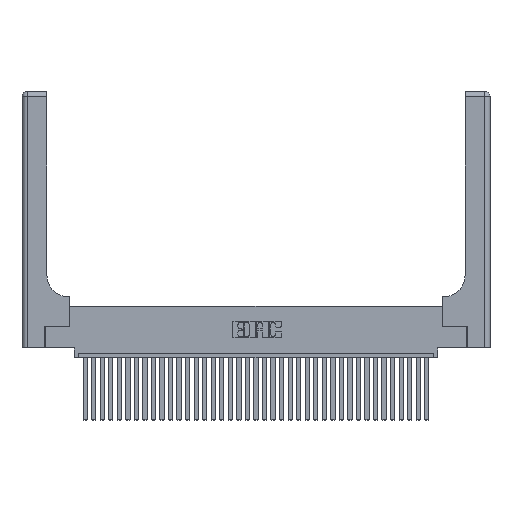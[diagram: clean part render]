
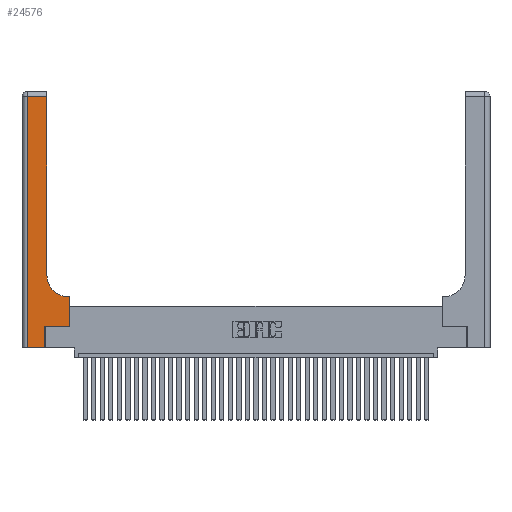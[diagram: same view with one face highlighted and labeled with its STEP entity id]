
A CAD part, top view. The second image highlights one B-rep face of the part: STEP entity #24576.
In plain terms, the highlighted planar face has unit normal (0, 0, 1).
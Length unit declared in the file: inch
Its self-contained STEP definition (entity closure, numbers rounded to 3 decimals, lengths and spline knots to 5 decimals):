
#709 = CARTESIAN_POINT ( 'NONE',  ( 0.5585, 0.25, 0.37 ) ) ;
#847 = CARTESIAN_POINT ( 'NONE',  ( 0.5415, 0.85, 0.37 ) ) ;
#1360 = FACE_OUTER_BOUND ( 'NONE', #13426, .T. ) ;
#1575 = VERTEX_POINT ( 'NONE', #30145 ) ;
#2420 = CARTESIAN_POINT ( 'NONE',  ( 0., 3., 0.37 ) ) ;
#2642 = EDGE_CURVE ( 'NONE', #24326, #18165, #26169, .T. ) ;
#2667 = LINE ( 'NONE', #4626, #34074 ) ;
#3664 = ORIENTED_EDGE ( 'NONE', *, *, #26790, .T. ) ;
#4182 = CARTESIAN_POINT ( 'NONE',  ( 0., 0., 0.37 ) ) ;
#4601 = AXIS2_PLACEMENT_3D ( 'NONE', #2420, #7910, #30429 ) ;
#4626 = CARTESIAN_POINT ( 'NONE',  ( 0., 2.94, 0.37 ) ) ;
#4947 = CARTESIAN_POINT ( 'NONE',  ( 0.2915, 0.85, 0.37 ) ) ;
#4981 = DIRECTION ( 'NONE',  ( -1., 0., 0. ) ) ;
#5175 = ORIENTED_EDGE ( 'NONE', *, *, #34963, .T. ) ;
#5194 = VECTOR ( 'NONE', #21650, 39.37008 ) ;
#5229 = ORIENTED_EDGE ( 'NONE', *, *, #2642, .T. ) ;
#5848 = LINE ( 'NONE', #25626, #23329 ) ;
#6327 = CARTESIAN_POINT ( 'NONE',  ( 0.2915, 3., 0.37 ) ) ;
#6837 = EDGE_CURVE ( 'NONE', #18165, #9652, #11867, .T. ) ;
#7910 = DIRECTION ( 'NONE',  ( 0., 0., -1. ) ) ;
#8022 = EDGE_CURVE ( 'NONE', #24804, #1575, #2667, .T. ) ;
#8154 = VERTEX_POINT ( 'NONE', #11521 ) ;
#8470 = DIRECTION ( 'NONE',  ( 1., 0., 0. ) ) ;
#8513 = ORIENTED_EDGE ( 'NONE', *, *, #8022, .T. ) ;
#9042 = CIRCLE ( 'NONE', #28909, 0.25 ) ;
#9352 = DIRECTION ( 'NONE',  ( 0., 0., -1. ) ) ;
#9652 = VERTEX_POINT ( 'NONE', #16276 ) ;
#9847 = CARTESIAN_POINT ( 'NONE',  ( 0.269, 0.25, 0.37 ) ) ;
#9954 = LINE ( 'NONE', #15315, #5194 ) ;
#10435 = EDGE_CURVE ( 'NONE', #12873, #28819, #29192, .T. ) ;
#10645 = CARTESIAN_POINT ( 'NONE',  ( 0.5585, 0.25, 0.37 ) ) ;
#11414 = CARTESIAN_POINT ( 'NONE',  ( 0.2915, 2.94, 0.37 ) ) ;
#11521 = CARTESIAN_POINT ( 'NONE',  ( 0.5415, 0.6, 0.37 ) ) ;
#11659 = ORIENTED_EDGE ( 'NONE', *, *, #10435, .T. ) ;
#11867 = LINE ( 'NONE', #10645, #31039 ) ;
#12873 = VERTEX_POINT ( 'NONE', #18321 ) ;
#13426 = EDGE_LOOP ( 'NONE', ( #3664, #8513, #16198, #11659, #5175, #5229, #20586, #30670, #17683 ) ) ;
#13665 = EDGE_CURVE ( 'NONE', #1575, #12873, #9954, .T. ) ;
#14260 = DIRECTION ( 'NONE',  ( 0., 1., 0. ) ) ;
#14864 = DIRECTION ( 'NONE',  ( 0., 1., 0. ) ) ;
#15315 = CARTESIAN_POINT ( 'NONE',  ( 0.06, 3., 0.37 ) ) ;
#15355 = EDGE_CURVE ( 'NONE', #9652, #8154, #19415, .T. ) ;
#16198 = ORIENTED_EDGE ( 'NONE', *, *, #13665, .T. ) ;
#16276 = CARTESIAN_POINT ( 'NONE',  ( 0.5585, 0.6, 0.37 ) ) ;
#17683 = ORIENTED_EDGE ( 'NONE', *, *, #26749, .T. ) ;
#17817 = VERTEX_POINT ( 'NONE', #4947 ) ;
#18112 = VECTOR ( 'NONE', #23635, 39.37008 ) ;
#18165 = VERTEX_POINT ( 'NONE', #709 ) ;
#18321 = CARTESIAN_POINT ( 'NONE',  ( 0.06, 0., 0.37 ) ) ;
#19415 = LINE ( 'NONE', #32507, #18112 ) ;
#20586 = ORIENTED_EDGE ( 'NONE', *, *, #6837, .T. ) ;
#21650 = DIRECTION ( 'NONE',  ( 0., -1., 0. ) ) ;
#22391 = CARTESIAN_POINT ( 'NONE',  ( 0.269, 0.25, 0.37 ) ) ;
#23329 = VECTOR ( 'NONE', #14260, 39.37008 ) ;
#23635 = DIRECTION ( 'NONE',  ( -1., 0., 0. ) ) ;
#24326 = VERTEX_POINT ( 'NONE', #9847 ) ;
#24506 = PLANE ( 'NONE',  #4601 ) ;
#24576 = ADVANCED_FACE ( 'NONE', ( #1360 ), #24506, .F. ) ;
#24804 = VERTEX_POINT ( 'NONE', #11414 ) ;
#25623 = DIRECTION ( 'NONE',  ( 1., 0., 0. ) ) ;
#25626 = CARTESIAN_POINT ( 'NONE',  ( 0.269, 0., 0.37 ) ) ;
#26169 = LINE ( 'NONE', #22391, #29617 ) ;
#26749 = EDGE_CURVE ( 'NONE', #8154, #17817, #9042, .T. ) ;
#26790 = EDGE_CURVE ( 'NONE', #17817, #24804, #28672, .T. ) ;
#27806 = VECTOR ( 'NONE', #14864, 39.37008 ) ;
#28672 = LINE ( 'NONE', #6327, #27806 ) ;
#28819 = VERTEX_POINT ( 'NONE', #28879 ) ;
#28879 = CARTESIAN_POINT ( 'NONE',  ( 0.269, 0., 0.37 ) ) ;
#28909 = AXIS2_PLACEMENT_3D ( 'NONE', #847, #9352, #25623 ) ;
#29192 = LINE ( 'NONE', #4182, #31838 ) ;
#29617 = VECTOR ( 'NONE', #8470, 39.37008 ) ;
#30145 = CARTESIAN_POINT ( 'NONE',  ( 0.06, 2.94, 0.37 ) ) ;
#30429 = DIRECTION ( 'NONE',  ( -1., 0., 0. ) ) ;
#30670 = ORIENTED_EDGE ( 'NONE', *, *, #15355, .T. ) ;
#31039 = VECTOR ( 'NONE', #35635, 39.37008 ) ;
#31838 = VECTOR ( 'NONE', #35560, 39.37008 ) ;
#32507 = CARTESIAN_POINT ( 'NONE',  ( 0.2915, 0.6, 0.37 ) ) ;
#34074 = VECTOR ( 'NONE', #4981, 39.37008 ) ;
#34963 = EDGE_CURVE ( 'NONE', #28819, #24326, #5848, .T. ) ;
#35560 = DIRECTION ( 'NONE',  ( 1., 0., 0. ) ) ;
#35635 = DIRECTION ( 'NONE',  ( 0., 1., 0. ) ) ;
